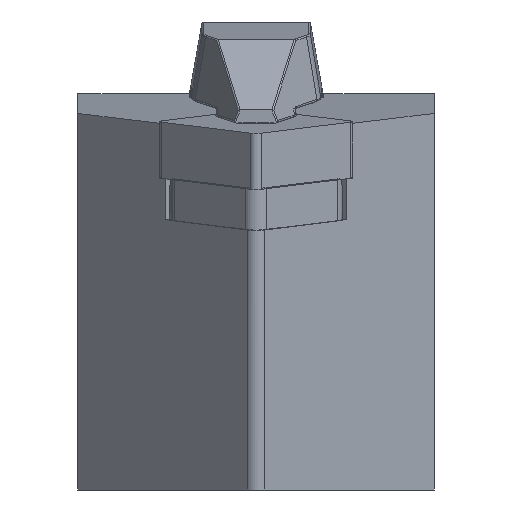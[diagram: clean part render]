
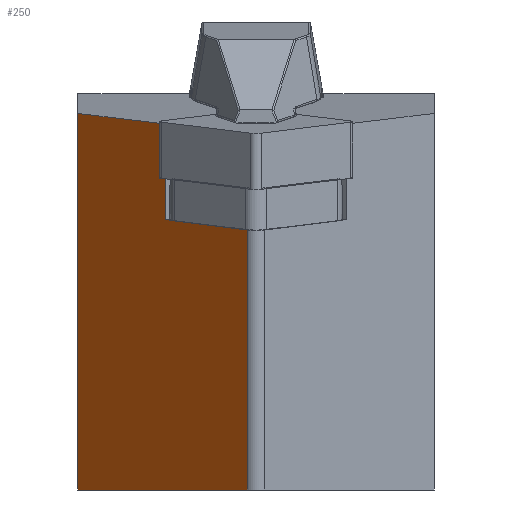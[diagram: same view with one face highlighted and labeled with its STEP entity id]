
A CAD part, left-side view. The second image highlights one B-rep face of the part: STEP entity #250.
In plain terms, the highlighted planar face has unit normal (-0.702, 0.707, -0.086).
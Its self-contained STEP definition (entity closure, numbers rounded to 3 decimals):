
#250=ADVANCED_FACE('',(#373),#331,.T.);
#331=PLANE('',#1561);
#373=FACE_OUTER_BOUND('',#452,.T.);
#452=EDGE_LOOP('',(#603,#604,#605,#606,#607,#608,#609));
#603=ORIENTED_EDGE('',*,*,#1086,.F.);
#604=ORIENTED_EDGE('',*,*,#1075,.F.);
#605=ORIENTED_EDGE('',*,*,#1117,.F.);
#606=ORIENTED_EDGE('',*,*,#1095,.T.);
#607=ORIENTED_EDGE('',*,*,#1107,.T.);
#608=ORIENTED_EDGE('',*,*,#1128,.F.);
#609=ORIENTED_EDGE('',*,*,#1129,.F.);
#942=VERTEX_POINT('',#2140);
#943=VERTEX_POINT('',#2142);
#952=VERTEX_POINT('',#2164);
#959=VERTEX_POINT('',#2182);
#960=VERTEX_POINT('',#2184);
#970=VERTEX_POINT('',#2208);
#982=VERTEX_POINT('',#2247);
#1075=EDGE_CURVE('',#942,#943,#1283,.T.);
#1086=EDGE_CURVE('',#943,#952,#1294,.T.);
#1095=EDGE_CURVE('',#960,#959,#1300,.T.);
#1107=EDGE_CURVE('',#959,#970,#1312,.T.);
#1117=EDGE_CURVE('',#960,#942,#1319,.T.);
#1128=EDGE_CURVE('',#982,#970,#1326,.T.);
#1129=EDGE_CURVE('',#952,#982,#1327,.T.);
#1283=LINE('',#2141,#1412);
#1294=LINE('',#2163,#1423);
#1300=LINE('',#2183,#1429);
#1312=LINE('',#2207,#1441);
#1319=LINE('',#2225,#1448);
#1326=LINE('',#2246,#1455);
#1327=LINE('',#2248,#1456);
#1412=VECTOR('',#1698,1.);
#1423=VECTOR('',#1713,1.);
#1429=VECTOR('',#1731,1.);
#1441=VECTOR('',#1747,1.);
#1448=VECTOR('',#1762,1.);
#1455=VECTOR('',#1787,1.);
#1456=VECTOR('',#1788,1.);
#1561=AXIS2_PLACEMENT_3D('',#2249,#1789,#1790);
#1698=DIRECTION('',(0.122,0.,-0.993));
#1713=DIRECTION('',(-0.702,-0.707,-0.086));
#1731=DIRECTION('',(0.122,0.,-0.993));
#1747=DIRECTION('',(-0.71,-0.704,0.));
#1762=DIRECTION('',(-0.702,-0.707,-0.086));
#1787=DIRECTION('',(0.122,0.,-0.993));
#1788=DIRECTION('',(-0.702,-0.707,-0.086));
#1789=DIRECTION('',(-0.702,0.707,-0.086));
#1790=DIRECTION('',(-0.71,-0.704,0.));
#2140=CARTESIAN_POINT('',(-120.062,1.561,16.587));
#2141=CARTESIAN_POINT('',(-160.999,1.561,349.994));
#2142=CARTESIAN_POINT('',(-118.744,1.561,5.858));
#2163=CARTESIAN_POINT('',(-109.,11.379,7.055));
#2164=CARTESIAN_POINT('',(-119.323,0.977,5.787));
#2182=CARTESIAN_POINT('',(-105.125,11.379,-24.5));
#2183=CARTESIAN_POINT('',(-151.254,11.379,351.19));
#2184=CARTESIAN_POINT('',(-110.317,11.379,17.784));
#2207=CARTESIAN_POINT('',(-128.351,-11.674,-24.5));
#2208=CARTESIAN_POINT('',(-124.278,-7.631,-24.5));
#2225=CARTESIAN_POINT('',(-130.756,-9.214,15.274));
#2246=CARTESIAN_POINT('',(-170.123,-7.631,348.873));
#2247=CARTESIAN_POINT('',(-127.868,-7.631,4.738));
#2248=CARTESIAN_POINT('',(-109.,11.379,7.055));
#2249=CARTESIAN_POINT('',(-151.254,11.379,351.19));
